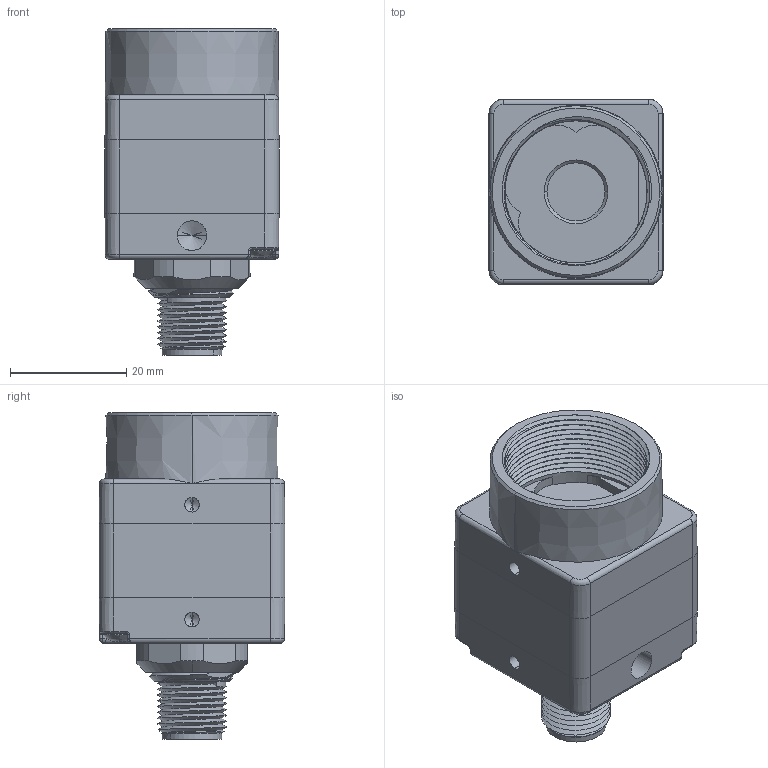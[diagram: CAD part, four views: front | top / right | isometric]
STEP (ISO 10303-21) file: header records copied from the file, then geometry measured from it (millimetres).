
FILE_DESCRIPTION((''),'2;1');
FILE_NAME('144926_SM01_ASM','2025-07-03T08:24:35',('banengservice'),('BANNER ENGINEERING'),'CREO PARAMETRIC BY PTC INC, 2022414','CREO PARAMETRIC BY PTC INC, 2022414','');
FILE_SCHEMA(('CONFIG_CONTROL_DESIGN'));
Length unit declared in the file: millimetre
Products named in the file (2): 144926_EP01; 144926_SM01_ASM
Assembly tree (1 placements, depth 2):
  144926_SM01_ASM
    144926_EP01
Bounding box: 30 x 32 x 56.25 mm (x, y, z)
Volume: 29783.7 mm3; surface area: 9937.2 mm2
Topology: 1 solids, 1 shells, 321 faces, 772 edges, 470 vertices
Faces by surface type: cylinder 122, plane 80, bspline 64, cone 41, torus 12, sphere 2
Entity records: 21248 total; most frequent: CARTESIAN_POINT 14187, ORIENTED_EDGE 1520, DIRECTION 1370, EDGE_CURVE 760, AXIS2_PLACEMENT_3D 550, VERTEX_POINT 470, EDGE_LOOP 350, FACE_OUTER_BOUND 321
